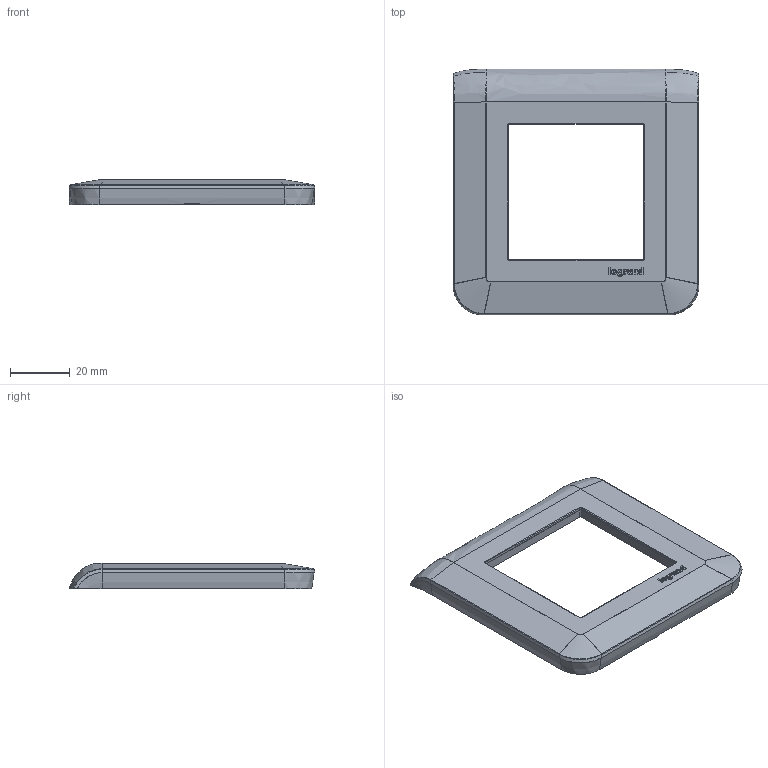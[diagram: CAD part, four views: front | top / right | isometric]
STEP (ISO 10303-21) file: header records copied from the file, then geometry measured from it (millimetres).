
FILE_DESCRIPTION(('CATIA V5 STEP Exchange','CAx-IF Rec.Pracs.--- Model Styling and Organization---1.5--- 2016-08-15','CAx-IF Rec.Pracs.---Supplemental Geometry---1.0---2011-11-01','CAx-IF Rec.Pracs.--- Composite Materials ---1.1---2010-07-15'),'2;1');
FILE_NAME('277802L.stp','2023-12-14T07:51:42+00:00',('none'),('none'),'CATIA Version 5-6 Release 2020 SP3','CATIA V5 STEP AP214 v2','none');
FILE_SCHEMA(('AUTOMOTIVE_DESIGN { 1 0 10303 214 1 1 1 1 }'));
Length unit declared in the file: millimetre
Products named in the file (1): ED07321_A
Bounding box: 82 x 82 x 8.6 mm (x, y, z)
Volume: 12470.3 mm3; surface area: 17720.4 mm2
Topology: 2 solids, 2 shells, 689 faces, 1840 edges, 1146 vertices
Faces by surface type: plane 224, bspline 203, cylinder 193, cone 29, sphere 26, torus 8, extrusion 6
Entity records: 34672 total; most frequent: CARTESIAN_POINT 20558, ORIENTED_EDGE 3628, EDGE_CURVE 1814, DIRECTION 1562, VERTEX_POINT 1146, B_SPLINE_CURVE_WITH_KNOTS 952, EDGE_LOOP 708, VECTOR 702
